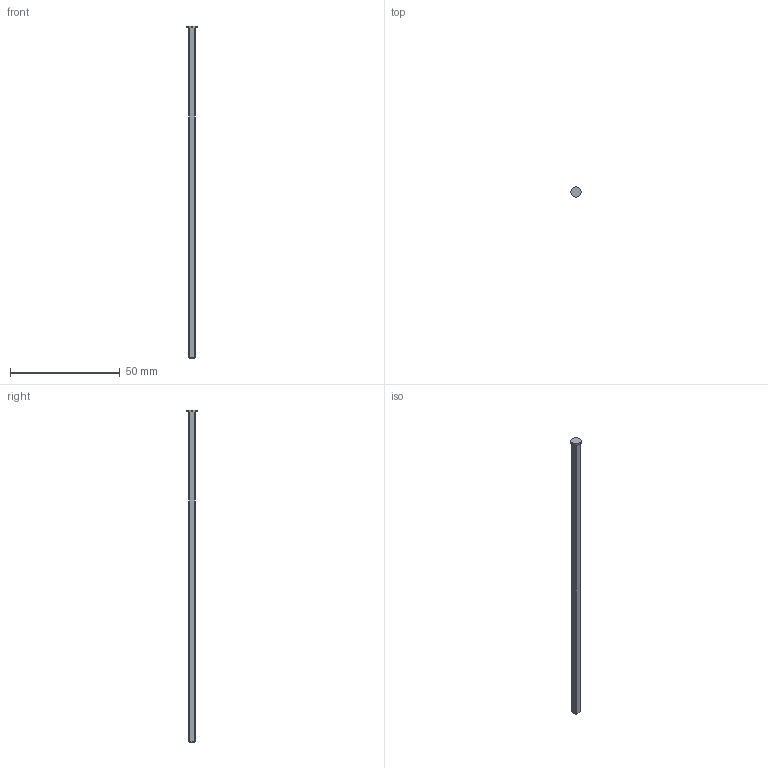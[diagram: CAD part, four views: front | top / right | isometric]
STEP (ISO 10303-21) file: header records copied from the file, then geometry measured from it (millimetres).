
FILE_DESCRIPTION (( 'STEP AP203' ), '1' );
FILE_NAME ('228-2500-2232.step', '2022-06-06T19:56:39', ( '' ), ( '' ), 'SwSTEP 2.0', 'SolidWorks 2021', '' );
FILE_SCHEMA (( 'CONFIG_CONTROL_DESIGN' ));
Length unit declared in the file: millimetre
Products named in the file (1): 228-2500-2232
Bounding box: 4.75 x 4.75 x 151.42 mm (x, y, z)
Volume: 1504 mm3; surface area: 1867.2 mm2
Topology: 2 solids, 2 shells, 16 faces, 36 edges, 24 vertices
Faces by surface type: plane 8, cylinder 6, torus 2
Entity records: 553 total; most frequent: CARTESIAN_POINT 111, DIRECTION 80, ORIENTED_EDGE 72, EDGE_CURVE 36, AXIS2_PLACEMENT_3D 33, VERTEX_POINT 24, ADVANCED_FACE 16, EDGE_LOOP 16
